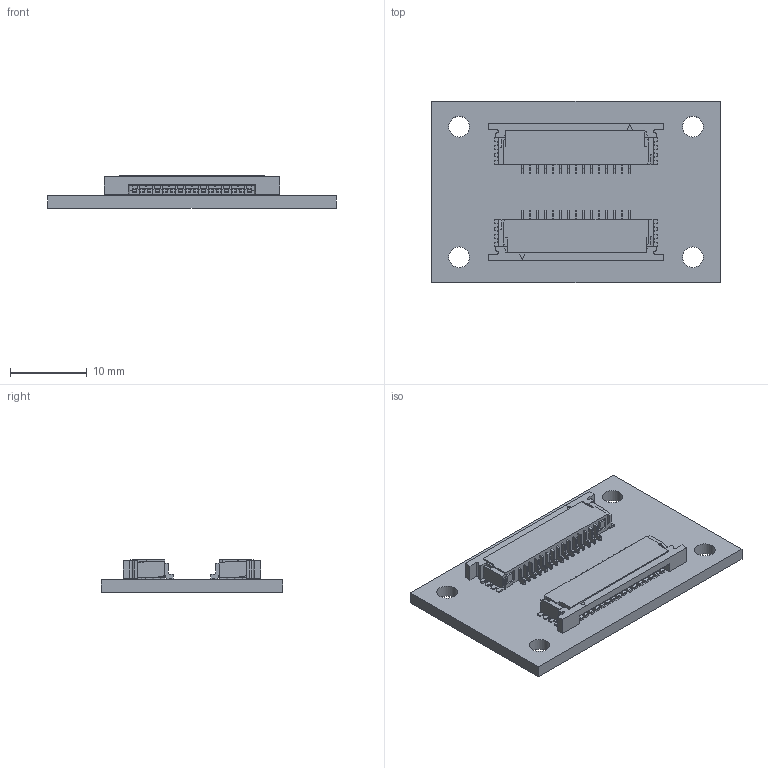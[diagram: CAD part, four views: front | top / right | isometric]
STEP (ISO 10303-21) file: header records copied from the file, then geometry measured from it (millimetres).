
FILE_DESCRIPTION(('KiCad electronic assembly'),'2;1');
FILE_NAME('adaptor.step','2022-03-05T15:19:15',('Pcbnew'),('Kicad'), 'Open CASCADE STEP processor 7.5','KiCad to STEP converter','Unknown' );
FILE_SCHEMA(('AUTOMOTIVE_DESIGN { 1 0 10303 214 1 1 1 1 }'));
Length unit declared in the file: millimetre
Products named in the file (4): adaptor 1; 1-84952-5; SOLID; adaptor PCB
Assembly tree (4 placements, depth 3):
  adaptor 1
    1-84952-5  x2
      SOLID
    adaptor PCB
Bounding box: 37.59 x 23.62 x 4.21 mm (x, y, z)
Volume: 1825.4 mm3; surface area: 3324.3 mm2
Topology: 3 solids, 3 shells, 1524 faces, 4460 edges, 2936 vertices
Faces by surface type: bspline 1514, plane 6, cylinder 4
Full cylindrical faces by diameter (mm): 2.7 x4
Entity records: 48742 total; most frequent: CARTESIAN_POINT 20369, B_SPLINE_CURVE_WITH_KNOTS 5694, ORIENTED_EDGE 4484, PCURVE 4484, DEFINITIONAL_REPRESENTATION 4484, EDGE_CURVE 2242, SURFACE_CURVE 2238, VERTEX_POINT 1476
